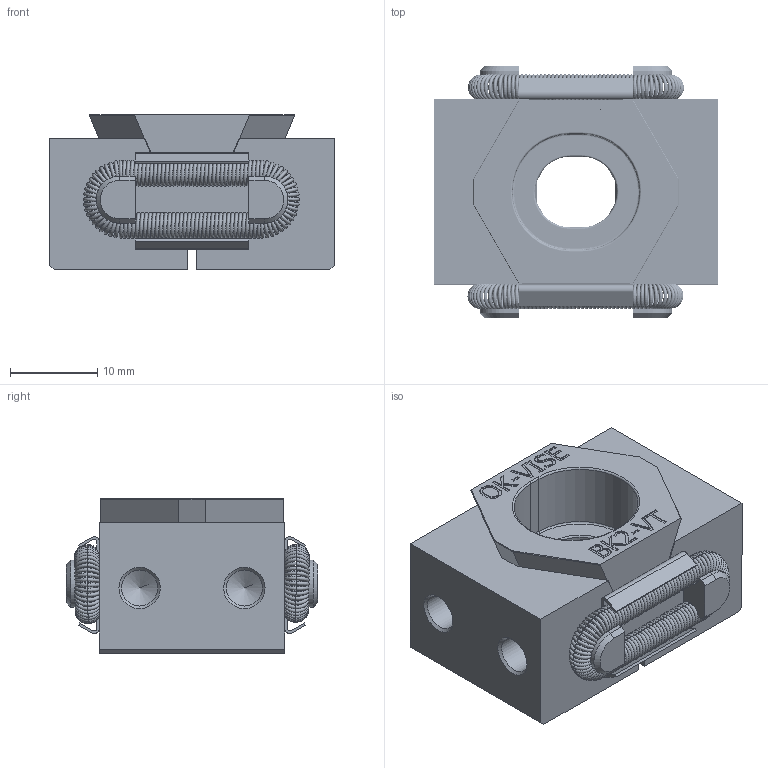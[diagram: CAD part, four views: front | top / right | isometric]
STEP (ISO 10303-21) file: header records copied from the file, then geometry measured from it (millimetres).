
FILE_DESCRIPTION((''),'2;1');
FILE_NAME('BK2-VT-T.stp','2011-11-22T12:25:51',('tuuja'),(''),'Autodesk Inventor 2010','Autodesk Inventor 2010','');
FILE_SCHEMA(('AUTOMOTIVE_DESIGN { 1 0 10303 214 1 1 1 1 }'));
Length unit declared in the file: millimetre
Products named in the file (7): BK2-VT-T; SIB; B-Jousi; B-Spring_pääty+suora; B-Spring_pääty; PLBK2-VT-T; KIBK2-VT
Assembly tree (9 placements, depth 3):
  BK2-VT-T
    SIB  x2
    B-Jousi  x2
      B-Spring_pääty+suora
      B-Spring_pääty
    PLBK2-VT-T  x2
    KIBK2-VT
Bounding box: 32.6 x 28.8 x 17.75 mm (x, y, z)
Volume: 9165.9 mm3; surface area: 8368.9 mm2
Topology: 9 solids, 9 shells, 1090 faces, 2972 edges, 1736 vertices
Faces by surface type: plane 475, torus 468, bspline 109, cylinder 32, cone 6
Entity records: 20908 total; most frequent: CARTESIAN_POINT 7179, DIRECTION 2797, ORIENTED_EDGE 2566, EDGE_CURVE 1283, AXIS2_PLACEMENT_3D 1134, EDGE_LOOP 905, VERTEX_POINT 810, FACE_OUTER_BOUND 647
